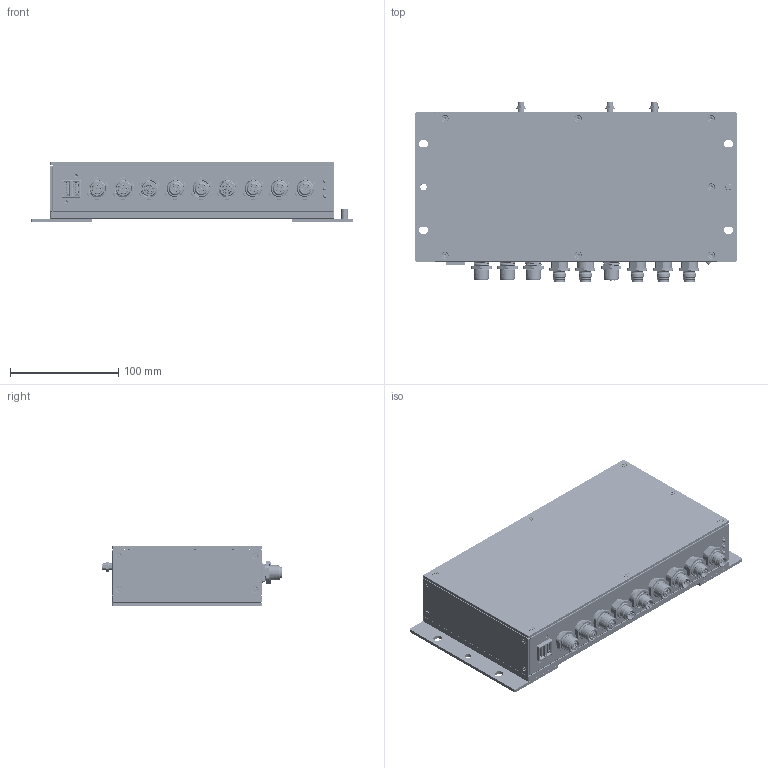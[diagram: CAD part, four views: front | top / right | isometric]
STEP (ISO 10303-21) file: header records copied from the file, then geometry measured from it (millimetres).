
FILE_DESCRIPTION((''),'2;1');
FILE_NAME('COMPACT 71 Railway.stp','2014-03-05T16:41:51',('PC107_User'),(''),'Autodesk Inventor 2013','Autodesk Inventor 2013','');
FILE_SCHEMA(('AUTOMOTIVE_DESIGN { 1 0 10303 214 1 1 1 1 }'));
Length unit declared in the file: millimetre
Products named in the file (3): COMPACT 71 Railway; RPC-SL71G16-R101E; MEC-FG1233-2 MEC-FG1234-2
Assembly tree (2 placements, depth 2):
  COMPACT 71 Railway
    RPC-SL71G16-R101E
    MEC-FG1233-2 MEC-FG1234-2
Bounding box: 297.6 x 166.3 x 55 mm (x, y, z)
Volume: 468473.4 mm3; surface area: 305729.9 mm2
Topology: 6 solids, 88 shells, 6445 faces, 17299 edges, 11217 vertices
Faces by surface type: plane 2905, cylinder 1915, cone 772, bspline 562, torus 224, sphere 62, revolution 5
Full cylindrical faces by diameter (mm): 0.5 x3, 0.6 x8, 0.625 x3, 0.7 x12, 0.71 x24, 0.8 x49, 0.83 x8, 0.985 x3, 1 x4, 1.1 x15, 1.2 x8, 1.25 x12, 1.265 x6, 1.275 x9, 1.3 x16, 1.32 x12, 1.5 x41, 1.6 x8, 1.8 x8, 1.9 x13, 1.91 x4, 2 x20, 2.1 x25, 2.325 x3, 2.385 x2, 2.459 x16, 2.464 x4, 2.6 x4, 2.921 x3, 3 x16
Entity records: 220971 total; most frequent: CARTESIAN_POINT 64972, ORIENTED_EDGE 31309, DIRECTION 29835, EDGE_CURVE 15665, AXIS2_PLACEMENT_3D 11168, VERTEX_POINT 10705, EDGE_LOOP 8288, VECTOR 7494
